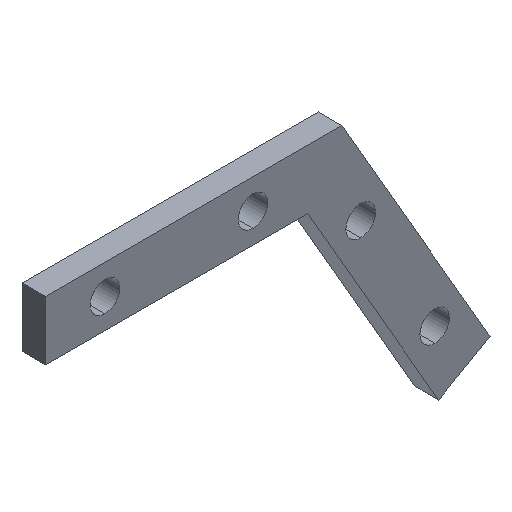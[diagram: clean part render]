
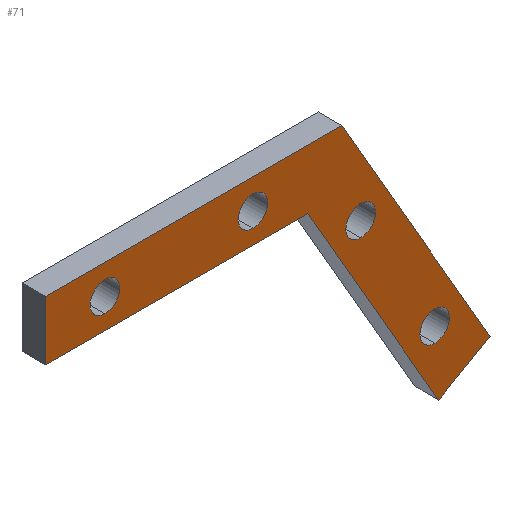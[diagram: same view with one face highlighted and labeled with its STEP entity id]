
A CAD part, isometric view. The second image highlights one B-rep face of the part: STEP entity #71.
In plain terms, the highlighted planar face has unit normal (0, -1, 0).
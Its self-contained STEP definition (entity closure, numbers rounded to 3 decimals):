
#10 = VERTEX_POINT ( 'NONE', #239 ) ;
#22 = EDGE_CURVE ( 'NONE', #125, #10, #189, .T. ) ;
#23 = CARTESIAN_POINT ( 'NONE',  ( 10., 0., -2.5 ) ) ;
#30 = VERTEX_POINT ( 'NONE', #241 ) ;
#46 = EDGE_CURVE ( 'NONE', #10, #30, #257, .T. ) ;
#47 = EDGE_CURVE ( 'NONE', #30, #160, #200, .T. ) ;
#58 = ORIENTED_EDGE ( 'NONE', *, *, #147, .T. ) ;
#62 = EDGE_LOOP ( 'NONE', ( #69, #58 ) ) ;
#64 = EDGE_CURVE ( 'NONE', #137, #149, #295, .T. ) ;
#65 = EDGE_CURVE ( 'NONE', #90, #89, #301, .T. ) ;
#66 = EDGE_LOOP ( 'NONE', ( #74, #80 ) ) ;
#69 = ORIENTED_EDGE ( 'NONE', *, *, #65, .T. ) ;
#71 = ADVANCED_FACE ( 'NONE', ( #310, #327, #288, #314, #328 ), #317, .F. ) ;
#72 = EDGE_CURVE ( 'NONE', #117, #146, #291, .T. ) ;
#73 = EDGE_LOOP ( 'NONE', ( #76, #79 ) ) ;
#74 = ORIENTED_EDGE ( 'NONE', *, *, #72, .T. ) ;
#75 = ORIENTED_EDGE ( 'NONE', *, *, #159, .F. ) ;
#76 = ORIENTED_EDGE ( 'NONE', *, *, #64, .T. ) ;
#78 = ORIENTED_EDGE ( 'NONE', *, *, #98, .F. ) ;
#79 = ORIENTED_EDGE ( 'NONE', *, *, #131, .T. ) ;
#80 = ORIENTED_EDGE ( 'NONE', *, *, #122, .T. ) ;
#81 = EDGE_LOOP ( 'NONE', ( #206, #83 ) ) ;
#82 = EDGE_CURVE ( 'NONE', #142, #85, #311, .T. ) ;
#83 = ORIENTED_EDGE ( 'NONE', *, *, #126, .T. ) ;
#84 = CARTESIAN_POINT ( 'NONE',  ( 10., 0., -7.5 ) ) ;
#85 = VERTEX_POINT ( 'NONE', #199 ) ;
#89 = VERTEX_POINT ( 'NONE', #84 ) ;
#90 = VERTEX_POINT ( 'NONE', #23 ) ;
#96 = EDGE_CURVE ( 'NONE', #102, #125, #359, .T. ) ;
#98 = EDGE_CURVE ( 'NONE', #163, #102, #350, .T. ) ;
#102 = VERTEX_POINT ( 'NONE', #364 ) ;
#106 = EDGE_LOOP ( 'NONE', ( #75, #279, #272, #181, #233, #78 ) ) ;
#117 = VERTEX_POINT ( 'NONE', #431 ) ;
#122 = EDGE_CURVE ( 'NONE', #146, #117, #460, .T. ) ;
#125 = VERTEX_POINT ( 'NONE', #441 ) ;
#126 = EDGE_CURVE ( 'NONE', #85, #142, #440, .T. ) ;
#131 = EDGE_CURVE ( 'NONE', #149, #137, #465, .T. ) ;
#137 = VERTEX_POINT ( 'NONE', #411 ) ;
#142 = VERTEX_POINT ( 'NONE', #407 ) ;
#146 = VERTEX_POINT ( 'NONE', #449 ) ;
#147 = EDGE_CURVE ( 'NONE', #89, #90, #401, .T. ) ;
#149 = VERTEX_POINT ( 'NONE', #422 ) ;
#159 = EDGE_CURVE ( 'NONE', #160, #163, #230, .T. ) ;
#160 = VERTEX_POINT ( 'NONE', #370 ) ;
#163 = VERTEX_POINT ( 'NONE', #371 ) ;
#181 = ORIENTED_EDGE ( 'NONE', *, *, #22, .F. ) ;
#189 = LINE ( 'NONE', #213, #212 ) ;
#196 = DIRECTION ( 'NONE',  ( -1., 0., 0. ) ) ;
#197 = VECTOR ( 'NONE', #196, 1000. ) ;
#198 = CARTESIAN_POINT ( 'NONE',  ( 44.226, 0., -10. ) ) ;
#199 = CARTESIAN_POINT ( 'NONE',  ( 53.17, 0., -17.99 ) ) ;
#200 = LINE ( 'NONE', #198, #197 ) ;
#206 = ORIENTED_EDGE ( 'NONE', *, *, #82, .T. ) ;
#211 = DIRECTION ( 'NONE',  ( -0.866, 0., -0.5 ) ) ;
#212 = VECTOR ( 'NONE', #211, 1000. ) ;
#213 = CARTESIAN_POINT ( 'NONE',  ( 75., 0., -43.301 ) ) ;
#228 = CARTESIAN_POINT ( 'NONE',  ( 0., 0., -10. ) ) ;
#230 = LINE ( 'NONE', #228, #297 ) ;
#233 = ORIENTED_EDGE ( 'NONE', *, *, #96, .F. ) ;
#239 = CARTESIAN_POINT ( 'NONE',  ( 66.34, 0., -48.301 ) ) ;
#241 = CARTESIAN_POINT ( 'NONE',  ( 44.226, 0., -10. ) ) ;
#254 = CARTESIAN_POINT ( 'NONE',  ( 66.34, 0., -48.301 ) ) ;
#255 = DIRECTION ( 'NONE',  ( -0.5, 0., 0.866 ) ) ;
#256 = VECTOR ( 'NONE', #255, 1000. ) ;
#257 = LINE ( 'NONE', #254, #256 ) ;
#272 = ORIENTED_EDGE ( 'NONE', *, *, #46, .F. ) ;
#279 = ORIENTED_EDGE ( 'NONE', *, *, #47, .F. ) ;
#284 = DIRECTION ( 'NONE',  ( 0., 0., 1. ) ) ;
#286 = CARTESIAN_POINT ( 'NONE',  ( 35., 0., -5. ) ) ;
#287 = DIRECTION ( 'NONE',  ( 0., 1., 0. ) ) ;
#288 = FACE_BOUND ( 'NONE', #66, .T. ) ;
#289 = DIRECTION ( 'NONE',  ( 0., 0., 1. ) ) ;
#291 = CIRCLE ( 'NONE', #320, 2.5 ) ;
#292 = AXIS2_PLACEMENT_3D ( 'NONE', #304, #287, #293 ) ;
#293 = DIRECTION ( 'NONE',  ( 0., 0., 1. ) ) ;
#295 = CIRCLE ( 'NONE', #308, 2.5 ) ;
#297 = VECTOR ( 'NONE', #303, 1000. ) ;
#298 = DIRECTION ( 'NONE',  ( 0., 1., 0. ) ) ;
#299 = DIRECTION ( 'NONE',  ( 0., 1., 0. ) ) ;
#301 = CIRCLE ( 'NONE', #307, 2.5 ) ;
#303 = DIRECTION ( 'NONE',  ( 0., 0., 1. ) ) ;
#304 = CARTESIAN_POINT ( 'NONE',  ( 0., 0., 0. ) ) ;
#307 = AXIS2_PLACEMENT_3D ( 'NONE', #316, #299, #289 ) ;
#308 = AXIS2_PLACEMENT_3D ( 'NONE', #286, #298, #284 ) ;
#309 = DIRECTION ( 'NONE',  ( 0., 1., 0. ) ) ;
#310 = FACE_BOUND ( 'NONE', #62, .T. ) ;
#311 = CIRCLE ( 'NONE', #312, 2.5 ) ;
#312 = AXIS2_PLACEMENT_3D ( 'NONE', #315, #309, #326 ) ;
#314 = FACE_BOUND ( 'NONE', #81, .T. ) ;
#315 = CARTESIAN_POINT ( 'NONE',  ( 53.17, 0., -15.49 ) ) ;
#316 = CARTESIAN_POINT ( 'NONE',  ( 10., 0., -5. ) ) ;
#317 = PLANE ( 'NONE',  #292 ) ;
#319 = DIRECTION ( 'NONE',  ( 0., 0., 1. ) ) ;
#320 = AXIS2_PLACEMENT_3D ( 'NONE', #321, #329, #319 ) ;
#321 = CARTESIAN_POINT ( 'NONE',  ( 65.67, 0., -37.141 ) ) ;
#326 = DIRECTION ( 'NONE',  ( 0., 0., 1. ) ) ;
#327 = FACE_BOUND ( 'NONE', #73, .T. ) ;
#328 = FACE_OUTER_BOUND ( 'NONE', #106, .T. ) ;
#329 = DIRECTION ( 'NONE',  ( 0., 1., 0. ) ) ;
#349 = CARTESIAN_POINT ( 'NONE',  ( 0., 0., 0. ) ) ;
#350 = LINE ( 'NONE', #349, #355 ) ;
#351 = DIRECTION ( 'NONE',  ( 0.5, 0., -0.866 ) ) ;
#352 = VECTOR ( 'NONE', #351, 1000. ) ;
#354 = DIRECTION ( 'NONE',  ( 1., 0., 0. ) ) ;
#355 = VECTOR ( 'NONE', #354, 1000. ) ;
#356 = CARTESIAN_POINT ( 'NONE',  ( 50., 0., 0. ) ) ;
#359 = LINE ( 'NONE', #356, #352 ) ;
#364 = CARTESIAN_POINT ( 'NONE',  ( 50., 0., 0. ) ) ;
#370 = CARTESIAN_POINT ( 'NONE',  ( 0., 0., -10. ) ) ;
#371 = CARTESIAN_POINT ( 'NONE',  ( 0., 0., 0. ) ) ;
#401 = CIRCLE ( 'NONE', #469, 2.5 ) ;
#407 = CARTESIAN_POINT ( 'NONE',  ( 53.17, 0., -12.99 ) ) ;
#411 = CARTESIAN_POINT ( 'NONE',  ( 35., 0., -2.5 ) ) ;
#414 = DIRECTION ( 'NONE',  ( 0., 0., 1. ) ) ;
#422 = CARTESIAN_POINT ( 'NONE',  ( 35., 0., -7.5 ) ) ;
#425 = DIRECTION ( 'NONE',  ( 0., 0., 1. ) ) ;
#426 = DIRECTION ( 'NONE',  ( 0., 1., 0. ) ) ;
#431 = CARTESIAN_POINT ( 'NONE',  ( 65.67, 0., -34.641 ) ) ;
#434 = CARTESIAN_POINT ( 'NONE',  ( 10., 0., -5. ) ) ;
#440 = CIRCLE ( 'NONE', #471, 2.5 ) ;
#441 = CARTESIAN_POINT ( 'NONE',  ( 75., 0., -43.301 ) ) ;
#445 = DIRECTION ( 'NONE',  ( 0., 1., 0. ) ) ;
#446 = CARTESIAN_POINT ( 'NONE',  ( 65.67, 0., -37.141 ) ) ;
#448 = CARTESIAN_POINT ( 'NONE',  ( 53.17, 0., -15.49 ) ) ;
#449 = CARTESIAN_POINT ( 'NONE',  ( 65.67, 0., -39.641 ) ) ;
#453 = DIRECTION ( 'NONE',  ( 0., 0., 1. ) ) ;
#454 = DIRECTION ( 'NONE',  ( 0., 1., 0. ) ) ;
#456 = AXIS2_PLACEMENT_3D ( 'NONE', #457, #458, #468 ) ;
#457 = CARTESIAN_POINT ( 'NONE',  ( 35., 0., -5. ) ) ;
#458 = DIRECTION ( 'NONE',  ( 0., 1., 0. ) ) ;
#459 = AXIS2_PLACEMENT_3D ( 'NONE', #446, #445, #425 ) ;
#460 = CIRCLE ( 'NONE', #459, 2.5 ) ;
#465 = CIRCLE ( 'NONE', #456, 2.5 ) ;
#468 = DIRECTION ( 'NONE',  ( 0., 0., 1. ) ) ;
#469 = AXIS2_PLACEMENT_3D ( 'NONE', #434, #454, #453 ) ;
#471 = AXIS2_PLACEMENT_3D ( 'NONE', #448, #426, #414 ) ;
